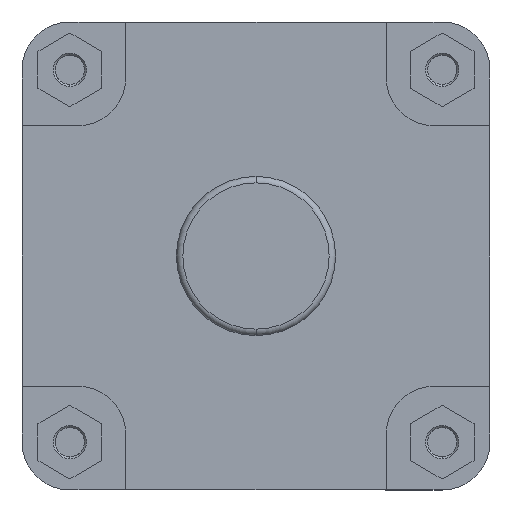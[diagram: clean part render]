
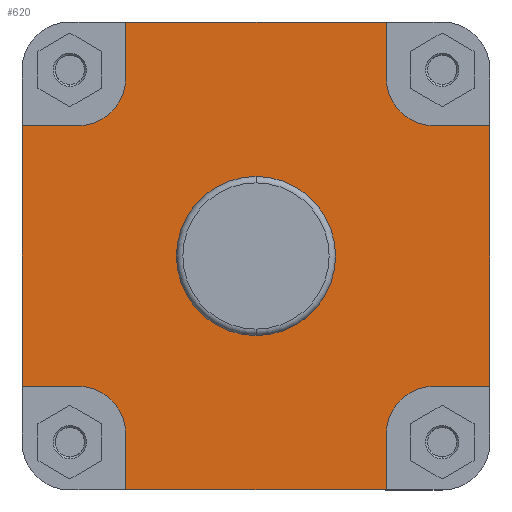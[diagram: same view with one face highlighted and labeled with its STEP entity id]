
A CAD part, left-side view. The second image highlights one B-rep face of the part: STEP entity #620.
In plain terms, the highlighted planar face has unit normal (-1, 0, 0).
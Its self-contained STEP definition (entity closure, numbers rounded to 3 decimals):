
#432 = AXIS2_PLACEMENT_3D ( 'NONE', #2770, #2783, #2784 ) ;
#620 = ADVANCED_FACE ( 'NONE', ( #4389, #4382 ), #2782, .F. ) ;
#964 = ORIENTED_EDGE ( 'NONE', *, *, #6961, .F. ) ;
#965 = ORIENTED_EDGE ( 'NONE', *, *, #6960, .F. ) ;
#966 = ORIENTED_EDGE ( 'NONE', *, *, #6959, .F. ) ;
#967 = ORIENTED_EDGE ( 'NONE', *, *, #6958, .F. ) ;
#968 = ORIENTED_EDGE ( 'NONE', *, *, #6957, .F. ) ;
#969 = ORIENTED_EDGE ( 'NONE', *, *, #6956, .F. ) ;
#970 = ORIENTED_EDGE ( 'NONE', *, *, #6955, .F. ) ;
#971 = ORIENTED_EDGE ( 'NONE', *, *, #6954, .F. ) ;
#972 = ORIENTED_EDGE ( 'NONE', *, *, #6953, .F. ) ;
#973 = ORIENTED_EDGE ( 'NONE', *, *, #6952, .F. ) ;
#974 = ORIENTED_EDGE ( 'NONE', *, *, #6951, .F. ) ;
#975 = ORIENTED_EDGE ( 'NONE', *, *, #6950, .T. ) ;
#976 = ORIENTED_EDGE ( 'NONE', *, *, #6945, .F. ) ;
#977 = ORIENTED_EDGE ( 'NONE', *, *, #6944, .F. ) ;
#978 = ORIENTED_EDGE ( 'NONE', *, *, #6948, .F. ) ;
#979 = ORIENTED_EDGE ( 'NONE', *, *, #6946, .T. ) ;
#980 = ORIENTED_EDGE ( 'NONE', *, *, #6923, .F. ) ;
#981 = ORIENTED_EDGE ( 'NONE', *, *, #6687, .F. ) ;
#2051 = VERTEX_POINT ( 'NONE', #3022 ) ;
#2053 = VERTEX_POINT ( 'NONE', #3023 ) ;
#2054 = VERTEX_POINT ( 'NONE', #3017 ) ;
#2055 = VERTEX_POINT ( 'NONE', #3024 ) ;
#2056 = VERTEX_POINT ( 'NONE', #3016 ) ;
#2057 = VERTEX_POINT ( 'NONE', #3025 ) ;
#2770 = CARTESIAN_POINT ( 'NONE',  ( 65., 37.4, 0. ) ) ;
#2782 = PLANE ( 'NONE',  #432 ) ;
#2783 = DIRECTION ( 'NONE',  ( 1., 0., 0. ) ) ;
#2784 = DIRECTION ( 'NONE',  ( 0., 0., -1. ) ) ;
#3016 = CARTESIAN_POINT ( 'NONE',  ( 65., 110., -61.25 ) ) ;
#3017 = CARTESIAN_POINT ( 'NONE',  ( 65., 61.25, -83.75 ) ) ;
#3022 = CARTESIAN_POINT ( 'NONE',  ( 65., 110., 61.25 ) ) ;
#3023 = CARTESIAN_POINT ( 'NONE',  ( 65., 61.25, 83.75 ) ) ;
#3024 = CARTESIAN_POINT ( 'NONE',  ( 65., 83.75, -61.25 ) ) ;
#3025 = CARTESIAN_POINT ( 'NONE',  ( 65., 83.75, 61.25 ) ) ;
#3059 = CARTESIAN_POINT ( 'NONE',  ( 65., 0., -37.4 ) ) ;
#3060 = CARTESIAN_POINT ( 'NONE',  ( 65., 0., 37.4 ) ) ;
#3165 = CARTESIAN_POINT ( 'NONE',  ( 65., -61.25, -110. ) ) ;
#3173 = CARTESIAN_POINT ( 'NONE',  ( 65., -83.75, 61.25 ) ) ;
#3181 = CARTESIAN_POINT ( 'NONE',  ( 65., -110., -61.25 ) ) ;
#3188 = CARTESIAN_POINT ( 'NONE',  ( 65., 61.25, -110. ) ) ;
#3189 = CARTESIAN_POINT ( 'NONE',  ( 65., -110., 61.25 ) ) ;
#3190 = CARTESIAN_POINT ( 'NONE',  ( 65., -61.25, 110. ) ) ;
#3191 = CARTESIAN_POINT ( 'NONE',  ( 65., -83.75, -61.25 ) ) ;
#3192 = CARTESIAN_POINT ( 'NONE',  ( 65., -61.25, 83.75 ) ) ;
#3193 = CARTESIAN_POINT ( 'NONE',  ( 65., -61.25, -83.75 ) ) ;
#3194 = CARTESIAN_POINT ( 'NONE',  ( 65., 61.25, 110. ) ) ;
#3351 = CARTESIAN_POINT ( 'NONE',  ( 65., 0., 0. ) ) ;
#3352 = DIRECTION ( 'NONE',  ( -1., 0., 0. ) ) ;
#3353 = DIRECTION ( 'NONE',  ( 0., 0., 1. ) ) ;
#3607 = EDGE_LOOP ( 'NONE', ( #979, #978, #977, #976, #975, #974, #973, #972, #971, #970, #969, #968, #967, #966, #965, #964 ) ) ;
#3627 = EDGE_LOOP ( 'NONE', ( #981, #980 ) ) ;
#4382 = FACE_OUTER_BOUND ( 'NONE', #3607, .T. ) ;
#4389 = FACE_BOUND ( 'NONE', #3627, .T. ) ;
#4557 = VERTEX_POINT ( 'NONE', #3059 ) ;
#4558 = VERTEX_POINT ( 'NONE', #3060 ) ;
#4717 = AXIS2_PLACEMENT_3D ( 'NONE', #3351, #3352, #3353 ) ;
#4797 = AXIS2_PLACEMENT_3D ( 'NONE', #5929, #5936, #5937 ) ;
#4805 = AXIS2_PLACEMENT_3D ( 'NONE', #5974, #5981, #5982 ) ;
#4809 = AXIS2_PLACEMENT_3D ( 'NONE', #6003, #6004, #6005 ) ;
#4811 = AXIS2_PLACEMENT_3D ( 'NONE', #5994, #5995, #5996 ) ;
#4813 = AXIS2_PLACEMENT_3D ( 'NONE', #6012, #6013, #6014 ) ;
#4906 = CIRCLE ( 'NONE', #4717, 37.4 ) ;
#5184 = CIRCLE ( 'NONE', #4797, 37.4 ) ;
#5196 = LINE ( 'NONE', #5985, #5212 ) ;
#5204 = LINE ( 'NONE', #5983, #5210 ) ;
#5205 = VECTOR ( 'NONE', #5984, 1000. ) ;
#5206 = LINE ( 'NONE', #5989, #5215 ) ;
#5208 = LINE ( 'NONE', #5978, #5205 ) ;
#5209 = CIRCLE ( 'NONE', #4805, 22.5 ) ;
#5210 = VECTOR ( 'NONE', #5986, 1000. ) ;
#5211 = LINE ( 'NONE', #5992, #5216 ) ;
#5212 = VECTOR ( 'NONE', #5988, 1000. ) ;
#5214 = VECTOR ( 'NONE', #5998, 1000. ) ;
#5215 = VECTOR ( 'NONE', #5990, 1000. ) ;
#5216 = VECTOR ( 'NONE', #5993, 1000. ) ;
#5217 = LINE ( 'NONE', #5997, #5220 ) ;
#5218 = LINE ( 'NONE', #5991, #5214 ) ;
#5219 = CIRCLE ( 'NONE', #4811, 22.5 ) ;
#5220 = VECTOR ( 'NONE', #5999, 1000. ) ;
#5221 = VECTOR ( 'NONE', #6007, 1000. ) ;
#5222 = LINE ( 'NONE', #6001, #5223 ) ;
#5223 = VECTOR ( 'NONE', #6002, 1000. ) ;
#5224 = LINE ( 'NONE', #6006, #5227 ) ;
#5225 = LINE ( 'NONE', #6000, #5221 ) ;
#5226 = CIRCLE ( 'NONE', #4809, 22.5 ) ;
#5227 = VECTOR ( 'NONE', #6008, 1000. ) ;
#5228 = VECTOR ( 'NONE', #6017, 1000. ) ;
#5229 = LINE ( 'NONE', #6010, #5230 ) ;
#5230 = VECTOR ( 'NONE', #6011, 1000. ) ;
#5233 = LINE ( 'NONE', #6009, #5228 ) ;
#5234 = CIRCLE ( 'NONE', #4813, 22.5 ) ;
#5929 = CARTESIAN_POINT ( 'NONE',  ( 65., 0., 0. ) ) ;
#5936 = DIRECTION ( 'NONE',  ( -1., 0., 0. ) ) ;
#5937 = DIRECTION ( 'NONE',  ( 0., 0., 1. ) ) ;
#5974 = CARTESIAN_POINT ( 'NONE',  ( 65., -83.75, -83.75 ) ) ;
#5978 = CARTESIAN_POINT ( 'NONE',  ( 65., -110., -61.25 ) ) ;
#5981 = DIRECTION ( 'NONE',  ( -1., 0., 0. ) ) ;
#5982 = DIRECTION ( 'NONE',  ( 0., 0., -1. ) ) ;
#5983 = CARTESIAN_POINT ( 'NONE',  ( 65., -242.141, -110. ) ) ;
#5984 = DIRECTION ( 'NONE',  ( 0., 1., 0. ) ) ;
#5985 = CARTESIAN_POINT ( 'NONE',  ( 65., -61.25, -83.75 ) ) ;
#5986 = DIRECTION ( 'NONE',  ( 0., -1., 0. ) ) ;
#5988 = DIRECTION ( 'NONE',  ( 0., 0., -1. ) ) ;
#5989 = CARTESIAN_POINT ( 'NONE',  ( 65., -110., 0. ) ) ;
#5990 = DIRECTION ( 'NONE',  ( 0., 0., 1. ) ) ;
#5991 = CARTESIAN_POINT ( 'NONE',  ( 65., -61.25, 110. ) ) ;
#5992 = CARTESIAN_POINT ( 'NONE',  ( 65., -83.75, 61.25 ) ) ;
#5993 = DIRECTION ( 'NONE',  ( 0., -1., 0. ) ) ;
#5994 = CARTESIAN_POINT ( 'NONE',  ( 65., -83.75, 83.75 ) ) ;
#5995 = DIRECTION ( 'NONE',  ( -1., 0., 0. ) ) ;
#5996 = DIRECTION ( 'NONE',  ( 0., 0., -1. ) ) ;
#5997 = CARTESIAN_POINT ( 'NONE',  ( 65., -242.141, 110. ) ) ;
#5998 = DIRECTION ( 'NONE',  ( 0., 0., -1. ) ) ;
#5999 = DIRECTION ( 'NONE',  ( 0., -1., 0. ) ) ;
#6000 = CARTESIAN_POINT ( 'NONE',  ( 65., 110., 61.25 ) ) ;
#6001 = CARTESIAN_POINT ( 'NONE',  ( 65., 61.25, 83.75 ) ) ;
#6002 = DIRECTION ( 'NONE',  ( 0., 0., 1. ) ) ;
#6003 = CARTESIAN_POINT ( 'NONE',  ( 65., 83.75, 83.75 ) ) ;
#6004 = DIRECTION ( 'NONE',  ( -1., 0., 0. ) ) ;
#6005 = DIRECTION ( 'NONE',  ( 0., 0., -1. ) ) ;
#6006 = CARTESIAN_POINT ( 'NONE',  ( 65., 110., 0. ) ) ;
#6007 = DIRECTION ( 'NONE',  ( 0., -1., 0. ) ) ;
#6008 = DIRECTION ( 'NONE',  ( 0., 0., 1. ) ) ;
#6009 = CARTESIAN_POINT ( 'NONE',  ( 65., 61.25, -110. ) ) ;
#6010 = CARTESIAN_POINT ( 'NONE',  ( 65., 83.75, -61.25 ) ) ;
#6011 = DIRECTION ( 'NONE',  ( 0., 1., 0. ) ) ;
#6012 = CARTESIAN_POINT ( 'NONE',  ( 65., 83.75, -83.75 ) ) ;
#6013 = DIRECTION ( 'NONE',  ( -1., 0., 0. ) ) ;
#6014 = DIRECTION ( 'NONE',  ( 0., 0., -1. ) ) ;
#6017 = DIRECTION ( 'NONE',  ( 0., 0., 1. ) ) ;
#6491 = VERTEX_POINT ( 'NONE', #3165 ) ;
#6492 = VERTEX_POINT ( 'NONE', #3189 ) ;
#6493 = VERTEX_POINT ( 'NONE', #3173 ) ;
#6494 = VERTEX_POINT ( 'NONE', #3190 ) ;
#6495 = VERTEX_POINT ( 'NONE', #3191 ) ;
#6496 = VERTEX_POINT ( 'NONE', #3181 ) ;
#6497 = VERTEX_POINT ( 'NONE', #3192 ) ;
#6498 = VERTEX_POINT ( 'NONE', #3193 ) ;
#6499 = VERTEX_POINT ( 'NONE', #3188 ) ;
#6500 = VERTEX_POINT ( 'NONE', #3194 ) ;
#6687 = EDGE_CURVE ( 'NONE', #4558, #4557, #4906, .T. ) ;
#6923 = EDGE_CURVE ( 'NONE', #4557, #4558, #5184, .T. ) ;
#6944 = EDGE_CURVE ( 'NONE', #6495, #6498, #5209, .T. ) ;
#6945 = EDGE_CURVE ( 'NONE', #6496, #6495, #5208, .T. ) ;
#6946 = EDGE_CURVE ( 'NONE', #6499, #6491, #5204, .T. ) ;
#6948 = EDGE_CURVE ( 'NONE', #6498, #6491, #5196, .T. ) ;
#6950 = EDGE_CURVE ( 'NONE', #6496, #6492, #5206, .T. ) ;
#6951 = EDGE_CURVE ( 'NONE', #6493, #6492, #5211, .T. ) ;
#6952 = EDGE_CURVE ( 'NONE', #6497, #6493, #5219, .T. ) ;
#6953 = EDGE_CURVE ( 'NONE', #6494, #6497, #5218, .T. ) ;
#6954 = EDGE_CURVE ( 'NONE', #6500, #6494, #5217, .T. ) ;
#6955 = EDGE_CURVE ( 'NONE', #2053, #6500, #5222, .T. ) ;
#6956 = EDGE_CURVE ( 'NONE', #2057, #2053, #5226, .T. ) ;
#6957 = EDGE_CURVE ( 'NONE', #2051, #2057, #5225, .T. ) ;
#6958 = EDGE_CURVE ( 'NONE', #2056, #2051, #5224, .T. ) ;
#6959 = EDGE_CURVE ( 'NONE', #2055, #2056, #5229, .T. ) ;
#6960 = EDGE_CURVE ( 'NONE', #2054, #2055, #5234, .T. ) ;
#6961 = EDGE_CURVE ( 'NONE', #6499, #2054, #5233, .T. ) ;
